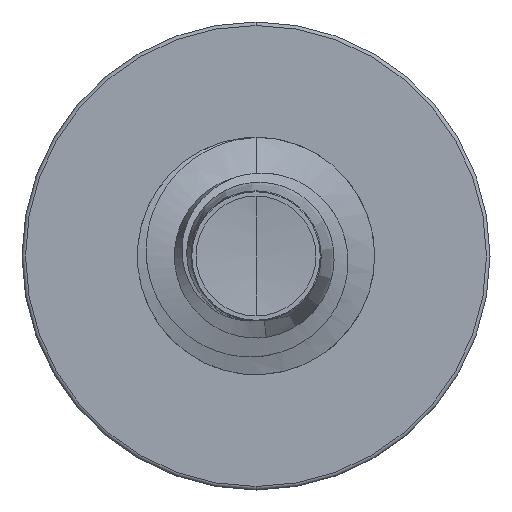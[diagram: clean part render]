
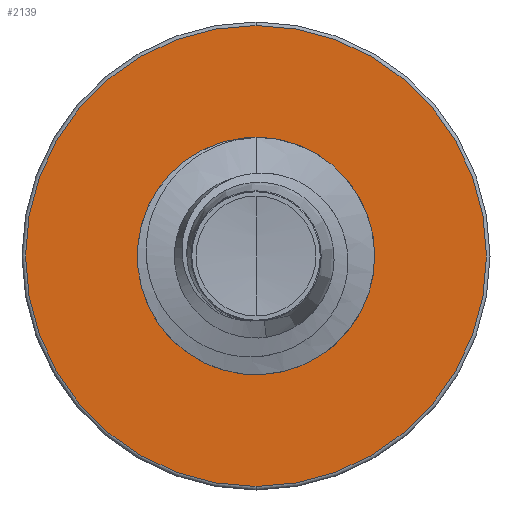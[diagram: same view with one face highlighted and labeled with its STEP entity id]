
A CAD part, front view. The second image highlights one B-rep face of the part: STEP entity #2139.
In plain terms, the highlighted planar face has unit normal (0, -1, 0).
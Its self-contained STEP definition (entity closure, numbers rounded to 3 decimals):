
#260 = EDGE_LOOP ( 'NONE', ( #2293, #1011 ) ) ;
#349 = FACE_BOUND ( 'NONE', #6008, .T. ) ;
#383 = FACE_OUTER_BOUND ( 'NONE', #260, .T. ) ;
#717 = CARTESIAN_POINT ( 'NONE',  ( 0., 4., 0. ) ) ;
#740 = DIRECTION ( 'NONE',  ( 0., 0., 1. ) ) ;
#760 = DIRECTION ( 'NONE',  ( 0., 1., 0. ) ) ;
#946 = CIRCLE ( 'NONE', #4129, 1.722 ) ;
#990 = EDGE_CURVE ( 'NONE', #1505, #1484, #946, .T. ) ;
#1004 = CARTESIAN_POINT ( 'NONE',  ( 0., 4., -1.722 ) ) ;
#1011 = ORIENTED_EDGE ( 'NONE', *, *, #4822, .F. ) ;
#1065 = CARTESIAN_POINT ( 'NONE',  ( 0., 4., 1.722 ) ) ;
#1484 = VERTEX_POINT ( 'NONE', #1065 ) ;
#1505 = VERTEX_POINT ( 'NONE', #1004 ) ;
#1694 = AXIS2_PLACEMENT_3D ( 'NONE', #8401, #5797, #740 ) ;
#1748 = VERTEX_POINT ( 'NONE', #2550 ) ;
#2081 = CIRCLE ( 'NONE', #8088, 3.398 ) ;
#2139 = ADVANCED_FACE ( 'NONE', ( #383, #349 ), #6871, .F. ) ;
#2293 = ORIENTED_EDGE ( 'NONE', *, *, #7666, .F. ) ;
#2328 = VERTEX_POINT ( 'NONE', #6707 ) ;
#2533 = DIRECTION ( 'NONE',  ( 0., 0., 1. ) ) ;
#2547 = DIRECTION ( 'NONE',  ( 0., 1., 0. ) ) ;
#2550 = CARTESIAN_POINT ( 'NONE',  ( 0., 4., -3.397 ) ) ;
#2554 = CARTESIAN_POINT ( 'NONE',  ( 0., 4., 0. ) ) ;
#2695 = CIRCLE ( 'NONE', #8244, 3.398 ) ;
#3092 = DIRECTION ( 'NONE',  ( 0., 0., 1. ) ) ;
#3100 = DIRECTION ( 'NONE',  ( 0., 1., 0. ) ) ;
#3104 = CARTESIAN_POINT ( 'NONE',  ( 0., 4., 0. ) ) ;
#3338 = DIRECTION ( 'NONE',  ( 0., 0., 1. ) ) ;
#3501 = ORIENTED_EDGE ( 'NONE', *, *, #8431, .T. ) ;
#4129 = AXIS2_PLACEMENT_3D ( 'NONE', #717, #760, #3338 ) ;
#4822 = EDGE_CURVE ( 'NONE', #1748, #2328, #2081, .T. ) ;
#4948 = CARTESIAN_POINT ( 'NONE',  ( 0., 4., -1.722 ) ) ;
#5285 = CIRCLE ( 'NONE', #1694, 1.722 ) ;
#5797 = DIRECTION ( 'NONE',  ( 0., 1., 0. ) ) ;
#6008 = EDGE_LOOP ( 'NONE', ( #3501, #8164 ) ) ;
#6707 = CARTESIAN_POINT ( 'NONE',  ( 0., 4., 3.398 ) ) ;
#6860 = DIRECTION ( 'NONE',  ( 0., 0., 1. ) ) ;
#6869 = DIRECTION ( 'NONE',  ( 0., 1., 0. ) ) ;
#6871 = PLANE ( 'NONE',  #8044 ) ;
#7666 = EDGE_CURVE ( 'NONE', #2328, #1748, #2695, .T. ) ;
#8044 = AXIS2_PLACEMENT_3D ( 'NONE', #4948, #6869, #6860 ) ;
#8088 = AXIS2_PLACEMENT_3D ( 'NONE', #2554, #2547, #2533 ) ;
#8164 = ORIENTED_EDGE ( 'NONE', *, *, #990, .T. ) ;
#8244 = AXIS2_PLACEMENT_3D ( 'NONE', #3104, #3100, #3092 ) ;
#8401 = CARTESIAN_POINT ( 'NONE',  ( 0., 4., 0. ) ) ;
#8431 = EDGE_CURVE ( 'NONE', #1484, #1505, #5285, .T. ) ;
